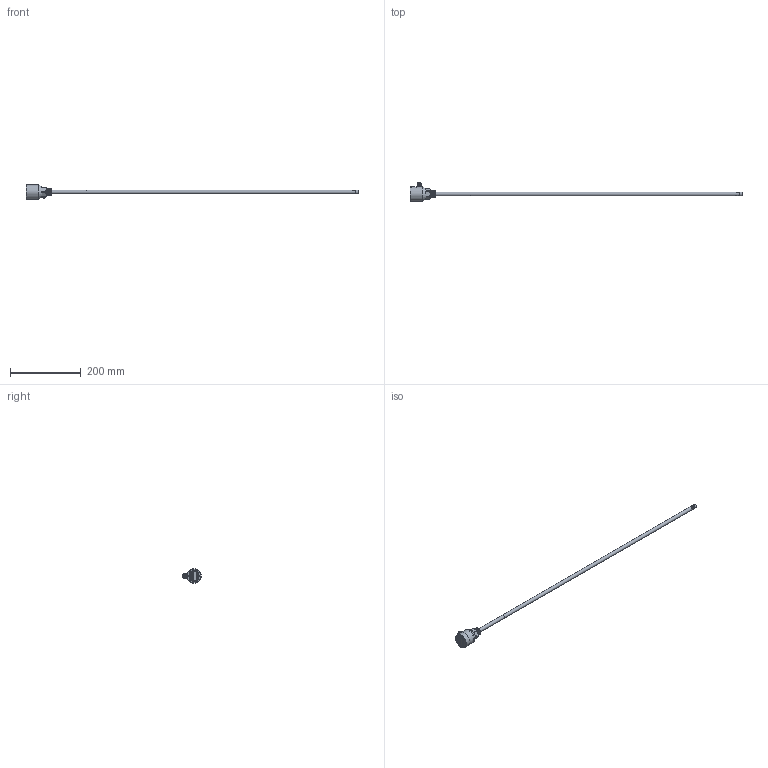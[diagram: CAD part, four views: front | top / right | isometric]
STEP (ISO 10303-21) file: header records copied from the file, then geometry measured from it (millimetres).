
FILE_DESCRIPTION(/* description */ (''),/* implementation_level */ '2;1');
FILE_NAME(/* name */ 'LS380-G12M-850L_stp.stp',/* time_stamp */ '2022-03-14T15:25:34+08:00',/* author */ (''),/* organization */ (''),/* preprocessor_version */ 'ST-DEVELOPER v16',/* originating_system */ 'SIEMENS PLM Software NX 10.0',/* authorisation */ '');
FILE_SCHEMA (('CONFIG_CONTROL_DESIGN'));
Length unit declared in the file: millimetre
Products named in the file (1): LS380-850L_stp
Bounding box: 939 x 51.9 x 41 mm (x, y, z)
Volume: 55369.9 mm3; surface area: 91351.6 mm2
Topology: 3 solids, 4 shells, 396 faces, 973 edges, 627 vertices
Faces by surface type: plane 221, cylinder 96, bspline 42, cone 20, sphere 12, torus 5
Full cylindrical faces by diameter (mm): 1 x10, 1.6 x2, 2.5 x2, 3.3 x1, 4.004 x3, 6 x5, 8 x2, 8.4 x1, 9.7 x1, 9.8 x1, 10 x3, 10.1 x1, 11 x1, 11.6 x1, 12 x1, 18.4 x1, 19.1 x1, 19.5 x1, 23 x3, 24 x1, 26 x4, 26.1 x1, 26.5 x1, 36 x1, 39 x2, 41 x1
Entity records: 16224 total; most frequent: CARTESIAN_POINT 7587, ORIENTED_EDGE 1684, DIRECTION 1662, EDGE_CURVE 842, AXIS2_PLACEMENT_3D 585, VERTEX_POINT 578, EDGE_LOOP 534, LINE 492
